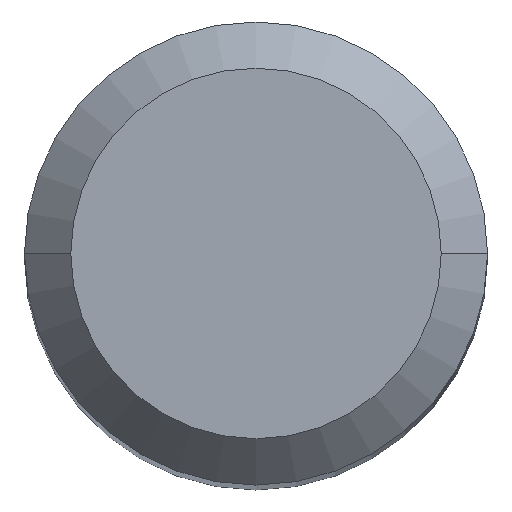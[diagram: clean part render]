
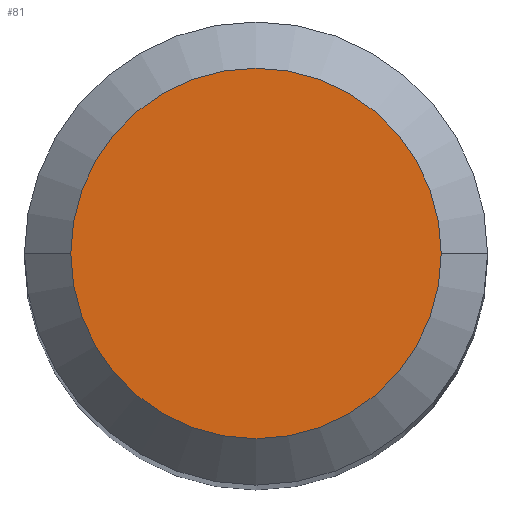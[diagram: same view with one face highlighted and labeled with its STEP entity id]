
A CAD part, top view. The second image highlights one B-rep face of the part: STEP entity #81.
In plain terms, the highlighted planar face has unit normal (0, 0, 1).
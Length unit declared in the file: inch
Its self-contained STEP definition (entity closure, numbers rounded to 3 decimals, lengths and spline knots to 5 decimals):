
#12 = CIRCLE ( 'NONE', #303, 0.09448 ) ;
#28 = PLANE ( 'NONE',  #424 ) ;
#65 = CARTESIAN_POINT ( 'NONE',  ( 0., 0., 0. ) ) ;
#76 = AXIS2_PLACEMENT_3D ( 'NONE', #127, #464, #241 ) ;
#81 = ADVANCED_FACE ( 'NONE', ( #210 ), #28, .F. ) ;
#118 = DIRECTION ( 'NONE',  ( 0., 0., 1. ) ) ;
#126 = VERTEX_POINT ( 'NONE', #180 ) ;
#127 = CARTESIAN_POINT ( 'NONE',  ( 0., 0., 0. ) ) ;
#135 = DIRECTION ( 'NONE',  ( 0., 0., -1. ) ) ;
#156 = CARTESIAN_POINT ( 'NONE',  ( 0., 0., 0. ) ) ;
#179 = CIRCLE ( 'NONE', #76, 0.09448 ) ;
#180 = CARTESIAN_POINT ( 'NONE',  ( -0.09448, 0., 0. ) ) ;
#197 = ORIENTED_EDGE ( 'NONE', *, *, #436, .T. ) ;
#210 = FACE_OUTER_BOUND ( 'NONE', #232, .T. ) ;
#232 = EDGE_LOOP ( 'NONE', ( #339, #197 ) ) ;
#237 = EDGE_CURVE ( 'NONE', #126, #451, #12, .T. ) ;
#241 = DIRECTION ( 'NONE',  ( 1., 0., 0. ) ) ;
#267 = DIRECTION ( 'NONE',  ( 1., 0., 0. ) ) ;
#303 = AXIS2_PLACEMENT_3D ( 'NONE', #156, #118, #267 ) ;
#339 = ORIENTED_EDGE ( 'NONE', *, *, #237, .T. ) ;
#375 = DIRECTION ( 'NONE',  ( -1., 0., 0. ) ) ;
#424 = AXIS2_PLACEMENT_3D ( 'NONE', #65, #135, #375 ) ;
#436 = EDGE_CURVE ( 'NONE', #451, #126, #179, .T. ) ;
#451 = VERTEX_POINT ( 'NONE', #462 ) ;
#462 = CARTESIAN_POINT ( 'NONE',  ( 0.09448, 0., 0. ) ) ;
#464 = DIRECTION ( 'NONE',  ( 0., 0., 1. ) ) ;
